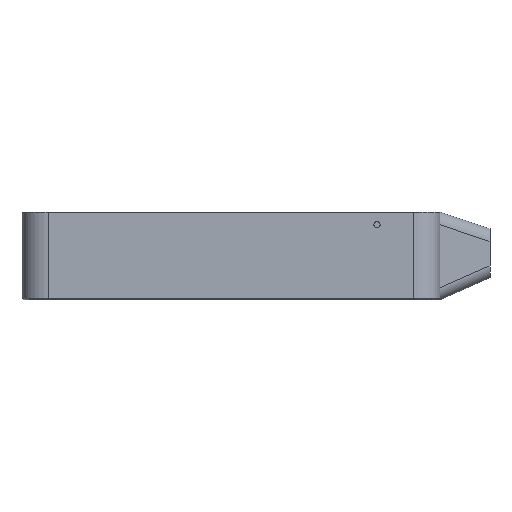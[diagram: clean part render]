
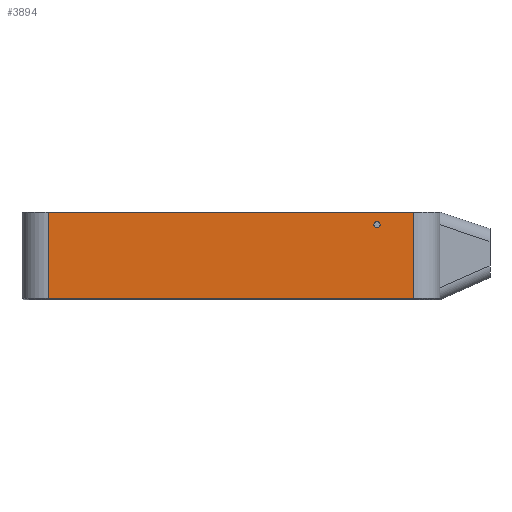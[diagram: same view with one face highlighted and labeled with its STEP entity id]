
A CAD part, left-side view. The second image highlights one B-rep face of the part: STEP entity #3894.
In plain terms, the highlighted planar face has unit normal (-1, 0, 0).
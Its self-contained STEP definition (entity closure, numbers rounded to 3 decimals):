
#227=LINE('',#6299,#492);
#316=LINE('',#6655,#581);
#339=LINE('',#6728,#604);
#340=LINE('',#6730,#605);
#492=VECTOR('',#5148,10.);
#581=VECTOR('',#5441,10.);
#604=VECTOR('',#5510,10.);
#605=VECTOR('',#5513,10.);
#894=FACE_BOUND('',#1459,.T.);
#1089=FACE_OUTER_BOUND('',#1458,.T.);
#1458=EDGE_LOOP('',(#3606,#3607,#3608,#3609));
#1459=EDGE_LOOP('',(#3610));
#1630=CIRCLE('',#4167,0.7);
#1868=VERTEX_POINT('',#6028);
#1941=VERTEX_POINT('',#6290);
#1943=VERTEX_POINT('',#6297);
#2025=VERTEX_POINT('',#6639);
#2032=VERTEX_POINT('',#6653);
#2290=EDGE_CURVE('',#1868,#1868,#1630,.T.);
#2397=EDGE_CURVE('',#1943,#1941,#227,.T.);
#2541=EDGE_CURVE('',#2032,#2025,#316,.T.);
#2572=EDGE_CURVE('',#1943,#2025,#339,.T.);
#2573=EDGE_CURVE('',#1941,#2032,#340,.T.);
#3606=ORIENTED_EDGE('',*,*,#2397,.F.);
#3607=ORIENTED_EDGE('',*,*,#2572,.T.);
#3608=ORIENTED_EDGE('',*,*,#2541,.F.);
#3609=ORIENTED_EDGE('',*,*,#2573,.F.);
#3610=ORIENTED_EDGE('',*,*,#2290,.T.);
#3697=PLANE('',#4357);
#3894=ADVANCED_FACE('',(#1089,#894),#3697,.T.);
#4167=AXIS2_PLACEMENT_3D('',#6029,#4952,#4953);
#4357=AXIS2_PLACEMENT_3D('',#6729,#5511,#5512);
#4952=DIRECTION('center_axis',(1.,0.,0.));
#4953=DIRECTION('ref_axis',(0.,-1.,0.));
#5148=DIRECTION('',(0.,1.,0.));
#5441=DIRECTION('',(0.,-1.,0.));
#5510=DIRECTION('',(0.,0.,1.));
#5511=DIRECTION('center_axis',(-1.,0.,0.));
#5512=DIRECTION('ref_axis',(0.,-1.,0.));
#5513=DIRECTION('',(0.,0.,1.));
#6028=CARTESIAN_POINT('',(-53.72,14.986,-2.873));
#6029=CARTESIAN_POINT('Origin',(-53.72,14.286,-2.873));
#6290=CARTESIAN_POINT('',(-53.72,89.05,-19.6));
#6297=CARTESIAN_POINT('',(-53.72,6.,-19.6));
#6299=CARTESIAN_POINT('',(-53.72,68.288,-19.6));
#6639=CARTESIAN_POINT('',(-53.72,6.,0.));
#6653=CARTESIAN_POINT('',(-53.72,89.05,0.));
#6655=CARTESIAN_POINT('',(-53.72,68.288,0.));
#6728=CARTESIAN_POINT('',(-53.72,6.,-20.));
#6729=CARTESIAN_POINT('Origin',(-53.72,89.05,-20.));
#6730=CARTESIAN_POINT('',(-53.72,89.05,-20.));
